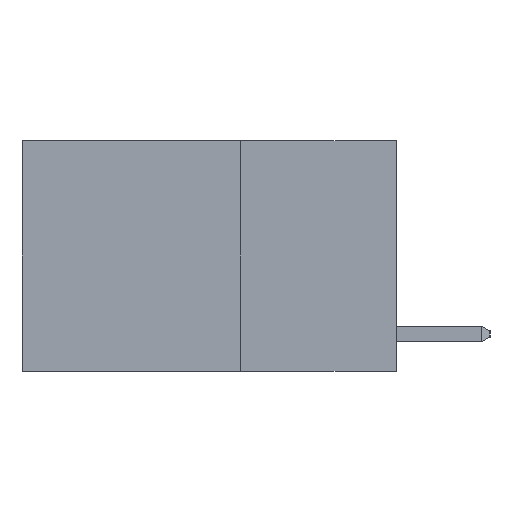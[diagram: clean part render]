
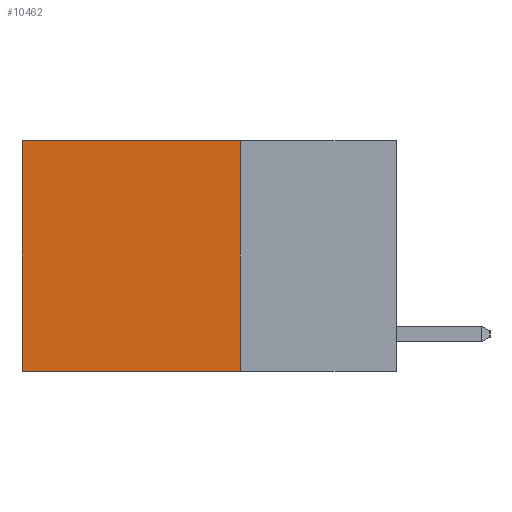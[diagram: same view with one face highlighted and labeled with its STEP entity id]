
A CAD part, left-side view. The second image highlights one B-rep face of the part: STEP entity #10462.
In plain terms, the highlighted planar face has unit normal (-1, 0, 0).
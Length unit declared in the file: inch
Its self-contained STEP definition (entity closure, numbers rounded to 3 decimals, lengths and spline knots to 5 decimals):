
#198 = CARTESIAN_POINT ( 'NONE',  ( 0.2625, 0.25, 0. ) ) ;
#244 = VECTOR ( 'NONE', #1849, 39.37008 ) ;
#367 = EDGE_CURVE ( 'NONE', #10485, #677, #816, .T. ) ;
#677 = VERTEX_POINT ( 'NONE', #3473 ) ;
#772 = DIRECTION ( 'NONE',  ( 0., 0., -1. ) ) ;
#803 = EDGE_LOOP ( 'NONE', ( #4426, #1836, #6649, #3797 ) ) ;
#816 = LINE ( 'NONE', #198, #244 ) ;
#859 = VERTEX_POINT ( 'NONE', #4650 ) ;
#1267 = VECTOR ( 'NONE', #3672, 39.37008 ) ;
#1450 = EDGE_CURVE ( 'NONE', #677, #7120, #9888, .T. ) ;
#1641 = CARTESIAN_POINT ( 'NONE',  ( 0.2625, 0.6, -0.37 ) ) ;
#1836 = ORIENTED_EDGE ( 'NONE', *, *, #1450, .F. ) ;
#1849 = DIRECTION ( 'NONE',  ( 0., 0., -1. ) ) ;
#2411 = FACE_OUTER_BOUND ( 'NONE', #803, .T. ) ;
#2763 = CARTESIAN_POINT ( 'NONE',  ( 0.2625, 0.25, 0. ) ) ;
#2774 = DIRECTION ( 'NONE',  ( 1., 0., 0. ) ) ;
#2795 = CARTESIAN_POINT ( 'NONE',  ( 0.2625, 0.25, 0. ) ) ;
#2806 = CARTESIAN_POINT ( 'NONE',  ( 0.2625, 0.6, 0. ) ) ;
#3329 = CARTESIAN_POINT ( 'NONE',  ( 0.2625, 0.25, 0. ) ) ;
#3417 = VECTOR ( 'NONE', #8380, 39.37008 ) ;
#3443 = AXIS2_PLACEMENT_3D ( 'NONE', #2763, #2774, #772 ) ;
#3473 = CARTESIAN_POINT ( 'NONE',  ( 0.2625, 0.25, -0.37 ) ) ;
#3672 = DIRECTION ( 'NONE',  ( 0., 1., 0. ) ) ;
#3797 = ORIENTED_EDGE ( 'NONE', *, *, #8240, .T. ) ;
#4235 = VECTOR ( 'NONE', #8603, 39.37008 ) ;
#4426 = ORIENTED_EDGE ( 'NONE', *, *, #8355, .T. ) ;
#4492 = LINE ( 'NONE', #3329, #4235 ) ;
#4650 = CARTESIAN_POINT ( 'NONE',  ( 0.2625, 0.6, 0. ) ) ;
#5362 = PLANE ( 'NONE',  #3443 ) ;
#5465 = LINE ( 'NONE', #2806, #3417 ) ;
#6649 = ORIENTED_EDGE ( 'NONE', *, *, #367, .F. ) ;
#7120 = VERTEX_POINT ( 'NONE', #1641 ) ;
#8240 = EDGE_CURVE ( 'NONE', #10485, #859, #4492, .T. ) ;
#8355 = EDGE_CURVE ( 'NONE', #859, #7120, #5465, .T. ) ;
#8380 = DIRECTION ( 'NONE',  ( 0., 0., -1. ) ) ;
#8603 = DIRECTION ( 'NONE',  ( 0., 1., 0. ) ) ;
#9888 = LINE ( 'NONE', #10197, #1267 ) ;
#10197 = CARTESIAN_POINT ( 'NONE',  ( 0.2625, 0.25, -0.37 ) ) ;
#10462 = ADVANCED_FACE ( 'NONE', ( #2411 ), #5362, .F. ) ;
#10485 = VERTEX_POINT ( 'NONE', #2795 ) ;
